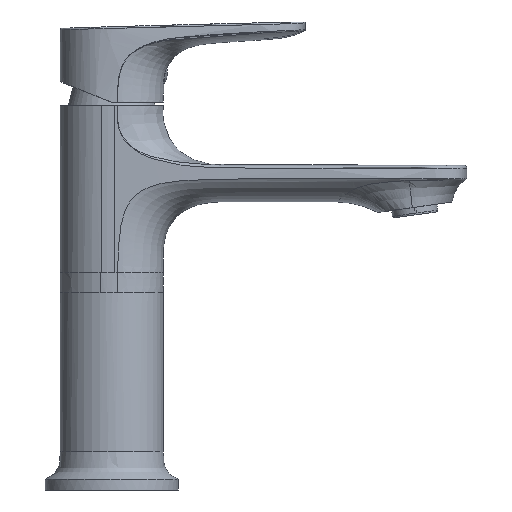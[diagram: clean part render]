
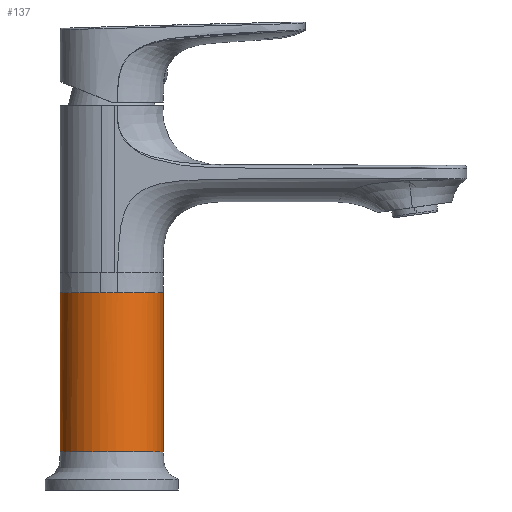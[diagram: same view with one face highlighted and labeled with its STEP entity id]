
A CAD part, left-side view. The second image highlights one B-rep face of the part: STEP entity #137.
In plain terms, the highlighted cylindrical face has radius 19 mm (diameter 38 mm), a partial arc.
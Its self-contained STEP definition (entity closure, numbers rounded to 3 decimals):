
#137=ADVANCED_FACE('',(#2229),#29377,.T.);
#2229=FACE_OUTER_BOUND('',#4022,.T.);
#4022=EDGE_LOOP('',(#6125,#6126,#6127,#6128,#6129,#6130));
#6125=ORIENTED_EDGE('',*,*,#15968,.T.);
#6126=ORIENTED_EDGE('',*,*,#15980,.T.);
#6127=ORIENTED_EDGE('',*,*,#15967,.F.);
#6128=ORIENTED_EDGE('',*,*,#15971,.T.);
#6129=ORIENTED_EDGE('',*,*,#15970,.T.);
#6130=ORIENTED_EDGE('',*,*,#15969,.T.);
#15967=EDGE_CURVE('',#25820,#25819,#24956,.T.);
#15968=EDGE_CURVE('',#25821,#25822,#24957,.T.);
#15969=EDGE_CURVE('',#25823,#25821,#24958,.T.);
#15970=EDGE_CURVE('',#25824,#25823,#24959,.T.);
#15971=EDGE_CURVE('',#25820,#25824,#20891,.T.);
#15980=EDGE_CURVE('',#25822,#25819,#20894,.T.);
#20891=B_SPLINE_CURVE_WITH_KNOTS('',1,(#60465,#60466),.UNSPECIFIED.,.F.,
 .F.,(2,2),(-58.594,0.),.UNSPECIFIED.);
#20894=B_SPLINE_CURVE_WITH_KNOTS('',1,(#60493,#60494),.UNSPECIFIED.,.F.,
 .F.,(2,2),(0.,58.594),.UNSPECIFIED.);
#24956=(
BOUNDED_CURVE()
B_SPLINE_CURVE(2,(#60451,#60452,#60453,#60454,#60455),.UNSPECIFIED.,.F.,
 .F.)
B_SPLINE_CURVE_WITH_KNOTS((3,2,3),(-59.69,-29.845,
0.),.UNSPECIFIED.)
CURVE()
GEOMETRIC_REPRESENTATION_ITEM()
RATIONAL_B_SPLINE_CURVE((1.,0.707,1.,0.707,1.))
REPRESENTATION_ITEM('')
);
#24957=(
BOUNDED_CURVE()
B_SPLINE_CURVE(2,(#60456,#60457,#60458),.UNSPECIFIED.,.F.,.F.)
B_SPLINE_CURVE_WITH_KNOTS((3,3),(-25.518,0.),.UNSPECIFIED.)
CURVE()
GEOMETRIC_REPRESENTATION_ITEM()
RATIONAL_B_SPLINE_CURVE((1.,0.783,1.))
REPRESENTATION_ITEM('')
);
#24958=(
BOUNDED_CURVE()
B_SPLINE_CURVE(2,(#60459,#60460,#60461),.UNSPECIFIED.,.F.,.F.)
B_SPLINE_CURVE_WITH_KNOTS((3,3),(-6.505,0.),.UNSPECIFIED.)
CURVE()
GEOMETRIC_REPRESENTATION_ITEM()
RATIONAL_B_SPLINE_CURVE((1.,0.985,1.))
REPRESENTATION_ITEM('')
);
#24959=(
BOUNDED_CURVE()
B_SPLINE_CURVE(2,(#60462,#60463,#60464),.UNSPECIFIED.,.F.,.F.)
B_SPLINE_CURVE_WITH_KNOTS((3,3),(-27.668,0.),.UNSPECIFIED.)
CURVE()
GEOMETRIC_REPRESENTATION_ITEM()
RATIONAL_B_SPLINE_CURVE((1.,0.746,1.))
REPRESENTATION_ITEM('')
);
#25819=VERTEX_POINT('',#59954);
#25820=VERTEX_POINT('',#59955);
#25821=VERTEX_POINT('',#59956);
#25822=VERTEX_POINT('',#59957);
#25823=VERTEX_POINT('',#59958);
#25824=VERTEX_POINT('',#59959);
#29377=CYLINDRICAL_SURFACE('',#31055,19.);
#31055=AXIS2_PLACEMENT_3D('',#34054,#32492,$);
#32492=DIRECTION('',(0.,0.,-1.));
#34054=CARTESIAN_POINT('',(200.,0.,42.297));
#59954=CARTESIAN_POINT('',(181.,0.,13.));
#59955=CARTESIAN_POINT('',(219.,0.,13.));
#59956=CARTESIAN_POINT('',(195.71,-18.509,71.594));
#59957=CARTESIAN_POINT('',(181.,0.,71.594));
#59958=CARTESIAN_POINT('',(202.173,-18.875,71.594));
#59959=CARTESIAN_POINT('',(219.,0.,71.594));
#60451=CARTESIAN_POINT('',(219.,0.,13.));
#60452=CARTESIAN_POINT('',(219.,-19.,13.));
#60453=CARTESIAN_POINT('',(200.,-19.,13.));
#60454=CARTESIAN_POINT('',(181.,-19.,13.));
#60455=CARTESIAN_POINT('',(181.,0.,13.));
#60456=CARTESIAN_POINT('',(195.71,-18.509,71.594));
#60457=CARTESIAN_POINT('',(181.,-15.1,71.594));
#60458=CARTESIAN_POINT('',(181.,0.,71.594));
#60459=CARTESIAN_POINT('',(202.173,-18.875,71.594));
#60460=CARTESIAN_POINT('',(198.91,-19.251,71.594));
#60461=CARTESIAN_POINT('',(195.71,-18.509,71.594));
#60462=CARTESIAN_POINT('',(219.,0.,71.594));
#60463=CARTESIAN_POINT('',(219.,-16.939,71.594));
#60464=CARTESIAN_POINT('',(202.173,-18.875,71.594));
#60465=CARTESIAN_POINT('',(219.,0.,13.));
#60466=CARTESIAN_POINT('',(219.,0.,71.594));
#60493=CARTESIAN_POINT('',(181.,0.,71.594));
#60494=CARTESIAN_POINT('',(181.,0.,13.));
